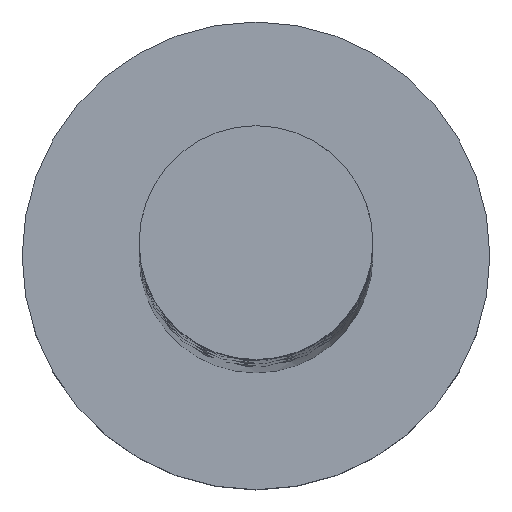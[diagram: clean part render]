
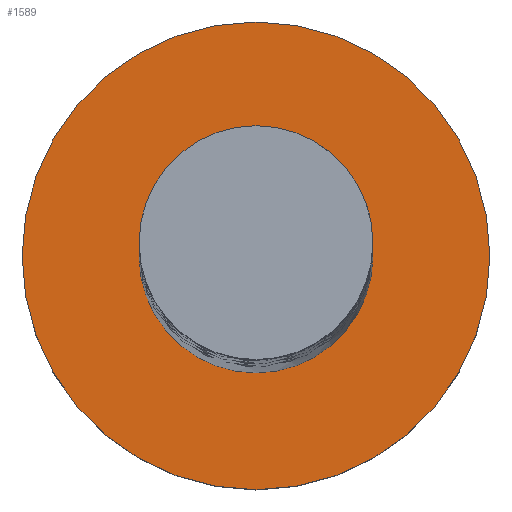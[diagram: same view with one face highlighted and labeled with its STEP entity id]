
A CAD part, top view. The second image highlights one B-rep face of the part: STEP entity #1589.
In plain terms, the highlighted planar face has unit normal (0, 0, 1).
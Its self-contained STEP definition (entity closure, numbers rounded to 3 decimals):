
#36 = VERTEX_POINT ( 'NONE', #1243 ) ;
#67 = VERTEX_POINT ( 'NONE', #298 ) ;
#192 = EDGE_LOOP ( 'NONE', ( #1454, #1211 ) ) ;
#216 = CARTESIAN_POINT ( 'NONE',  ( 0., 0., 3. ) ) ;
#226 = VERTEX_POINT ( 'NONE', #1570 ) ;
#298 = CARTESIAN_POINT ( 'NONE',  ( -5., 0., 3. ) ) ;
#300 = AXIS2_PLACEMENT_3D ( 'NONE', #1238, #1739, #560 ) ;
#303 = DIRECTION ( 'NONE',  ( 1., 0., 0. ) ) ;
#349 = AXIS2_PLACEMENT_3D ( 'NONE', #563, #1200, #375 ) ;
#375 = DIRECTION ( 'NONE',  ( 1., 0., 0. ) ) ;
#501 = DIRECTION ( 'NONE',  ( 0., 0., 1. ) ) ;
#543 = PLANE ( 'NONE',  #300 ) ;
#560 = DIRECTION ( 'NONE',  ( 1., 0., 0. ) ) ;
#563 = CARTESIAN_POINT ( 'NONE',  ( 0., 0., 3. ) ) ;
#687 = CIRCLE ( 'NONE', #349, 5. ) ;
#782 = DIRECTION ( 'NONE',  ( 1., 0., 0. ) ) ;
#828 = EDGE_LOOP ( 'NONE', ( #1676, #1349 ) ) ;
#830 = FACE_BOUND ( 'NONE', #828, .T. ) ;
#832 = CIRCLE ( 'NONE', #1723, 2.5 ) ;
#902 = CARTESIAN_POINT ( 'NONE',  ( 0., 0., 3. ) ) ;
#918 = CIRCLE ( 'NONE', #1360, 2.5 ) ;
#1024 = VERTEX_POINT ( 'NONE', #1290 ) ;
#1082 = DIRECTION ( 'NONE',  ( 0., 0., 1. ) ) ;
#1091 = FACE_OUTER_BOUND ( 'NONE', #192, .T. ) ;
#1138 = EDGE_CURVE ( 'NONE', #67, #1024, #687, .T. ) ;
#1200 = DIRECTION ( 'NONE',  ( 0., 0., 1. ) ) ;
#1211 = ORIENTED_EDGE ( 'NONE', *, *, #1620, .T. ) ;
#1231 = AXIS2_PLACEMENT_3D ( 'NONE', #1351, #1082, #303 ) ;
#1238 = CARTESIAN_POINT ( 'NONE',  ( 0., 0., 3. ) ) ;
#1243 = CARTESIAN_POINT ( 'NONE',  ( -2.5, 0., 3. ) ) ;
#1290 = CARTESIAN_POINT ( 'NONE',  ( 5., 0., 3. ) ) ;
#1332 = CIRCLE ( 'NONE', #1231, 5. ) ;
#1349 = ORIENTED_EDGE ( 'NONE', *, *, #1383, .F. ) ;
#1351 = CARTESIAN_POINT ( 'NONE',  ( 0., 0., 3. ) ) ;
#1360 = AXIS2_PLACEMENT_3D ( 'NONE', #902, #1554, #1448 ) ;
#1383 = EDGE_CURVE ( 'NONE', #226, #36, #832, .T. ) ;
#1436 = EDGE_CURVE ( 'NONE', #36, #226, #918, .T. ) ;
#1448 = DIRECTION ( 'NONE',  ( 1., 0., 0. ) ) ;
#1454 = ORIENTED_EDGE ( 'NONE', *, *, #1138, .T. ) ;
#1554 = DIRECTION ( 'NONE',  ( 0., 0., 1. ) ) ;
#1570 = CARTESIAN_POINT ( 'NONE',  ( 2.5, 0., 3. ) ) ;
#1589 = ADVANCED_FACE ( 'NONE', ( #830, #1091 ), #543, .T. ) ;
#1620 = EDGE_CURVE ( 'NONE', #1024, #67, #1332, .T. ) ;
#1676 = ORIENTED_EDGE ( 'NONE', *, *, #1436, .F. ) ;
#1723 = AXIS2_PLACEMENT_3D ( 'NONE', #216, #501, #782 ) ;
#1739 = DIRECTION ( 'NONE',  ( 0., 0., 1. ) ) ;
